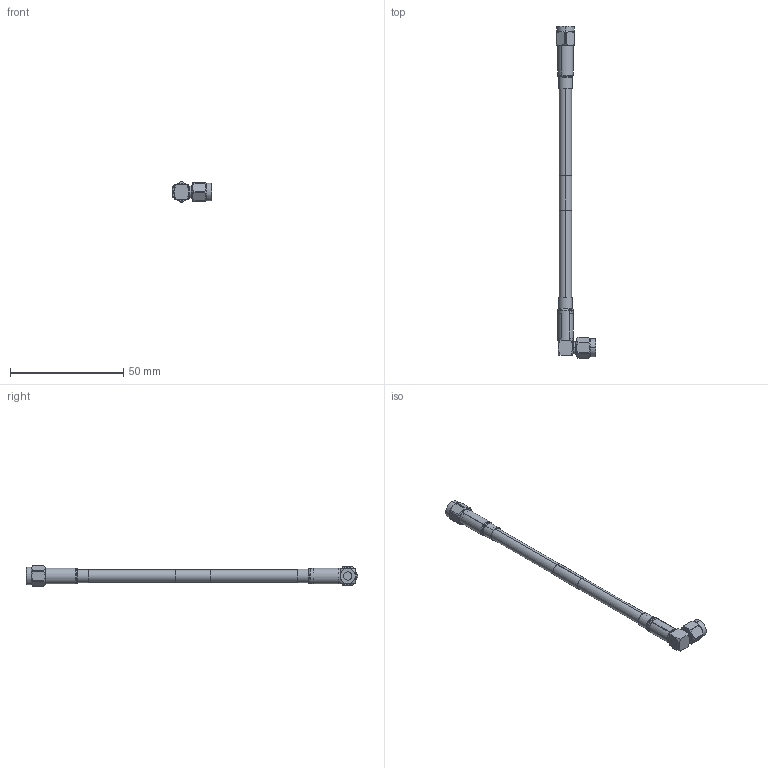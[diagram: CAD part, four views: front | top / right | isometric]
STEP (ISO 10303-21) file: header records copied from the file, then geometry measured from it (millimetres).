
FILE_DESCRIPTION (( 'STEP AP214' ), '1' );
FILE_NAME ('FMC00129_3D.STEP', '2021-11-04T22:41:00', ( '' ), ( '' ), 'SwSTEP 2.0', 'SolidWorks 2021', '' );
FILE_SCHEMA (( 'AUTOMOTIVE_DESIGN' ));
Length unit declared in the file: inch
Products named in the file (8): SC7050; SC6050; SC7050-MA1; CA-240-MA1_2_.75" Long; FMC00129_3D; RG223_with label; SC7059-MA2; SC7050-MA3
Assembly tree (8 placements, depth 3):
  FMC00129_3D
    RG223_with label
    CA-240-MA1_2_.75" Long  x2
    SC6050
    SC7050
      SC7050-MA1
      SC7059-MA2
      SC7050-MA3
Bounding box: 17.34 x 146.33 x 8.86 mm (x, y, z)
Volume: 4314.1 mm3; surface area: 6726.5 mm2
Topology: 10 solids, 10 shells, 3416 faces, 7209 edges, 3834 vertices
Faces by surface type: bspline 2403, cylinder 644, plane 274, cone 77, torus 18
Entity records: 135625 total; most frequent: CARTESIAN_POINT 89725, ORIENTED_EDGE 14326, EDGE_CURVE 7163, VERTEX_POINT 3810, EDGE_LOOP 3429, ADVANCED_FACE 3394, FACE_OUTER_BOUND 3394, DIRECTION 3200
